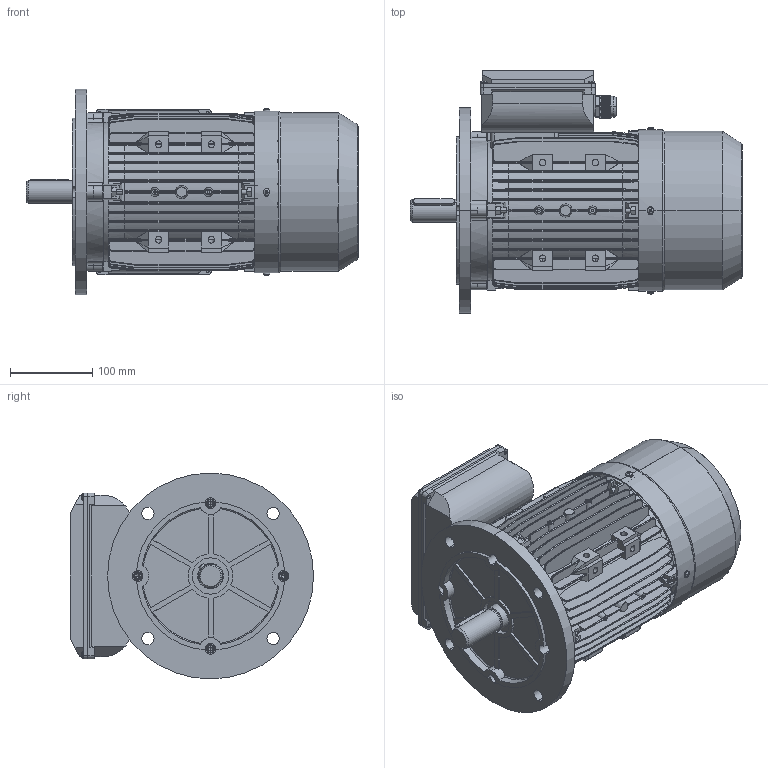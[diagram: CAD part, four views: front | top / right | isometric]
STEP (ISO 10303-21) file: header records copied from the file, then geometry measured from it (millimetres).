
FILE_DESCRIPTION (( 'STEP AP203' ), '1' );
FILE_NAME ('ML100S B5.STEP', '2015-01-14T06:06:10', ( 'USER' ), ( 'MS' ), 'SwSTEP 2.0', 'SolidWorks 2008', '' );
FILE_SCHEMA (( 'CONFIG_CONTROL_DESIGN' ));
Length unit declared in the file: millimetre
Products named in the file (13): 100后端盖_默认; ML100风罩_默认; Hexagon socket head cap screws GB_GB_FASTENER_SCREWS_HSHCS M6X35-N; ML100-ML112接线盒座(铝)_默认; ML100S B5; 100S机壳_默认; 80-100出线螺套_默认; y2风叶100#_默认; 100S转轴_默认; Hexagon nuts grade C GB_GB_FASTENER_NUT_SNC1 M6-N; ML100-ML112接线盒盖(铝)_默认; Cross recessed thread forming screws GB_GB_CROSS_SCREWS_TYPE138 M4X10-N; 100 B5盖_默认
Assembly tree (33 placements, depth 2):
  ML100S B5
    Hexagon socket head cap screws GB_GB_FASTENER_SCREWS_HSHCS M6X35-N  x8
    Cross recessed thread forming screws GB_GB_CROSS_SCREWS_TYPE138 M4X10-N  x8
    100后端盖_默认
    ML100-ML112接线盒盖(铝)_默认
    ML100风罩_默认
    Hexagon nuts grade C GB_GB_FASTENER_NUT_SNC1 M6-N  x8
    100 B5盖_默认
    y2风叶100#_默认
    100S转轴_默认
    80-100出线螺套_默认
    100S机壳_默认
    ML100-ML112接线盒座(铝)_默认
Bounding box: 403 x 295 x 250 mm (x, y, z)
Volume: 2096445.2 mm3; surface area: 1181288.6 mm2
Topology: 33 solids, 33 shells, 4188 faces, 10933 edges, 6842 vertices
Faces by surface type: plane 2337, cylinder 1174, cone 233, bspline 198, sphere 128, torus 118
Entity records: 127177 total; most frequent: CARTESIAN_POINT 35334, ORIENTED_EDGE 19582, DIRECTION 17513, EDGE_CURVE 9791, VERTEX_POINT 6163, LINE 6055, VECTOR 6055, AXIS2_PLACEMENT_3D 5729
